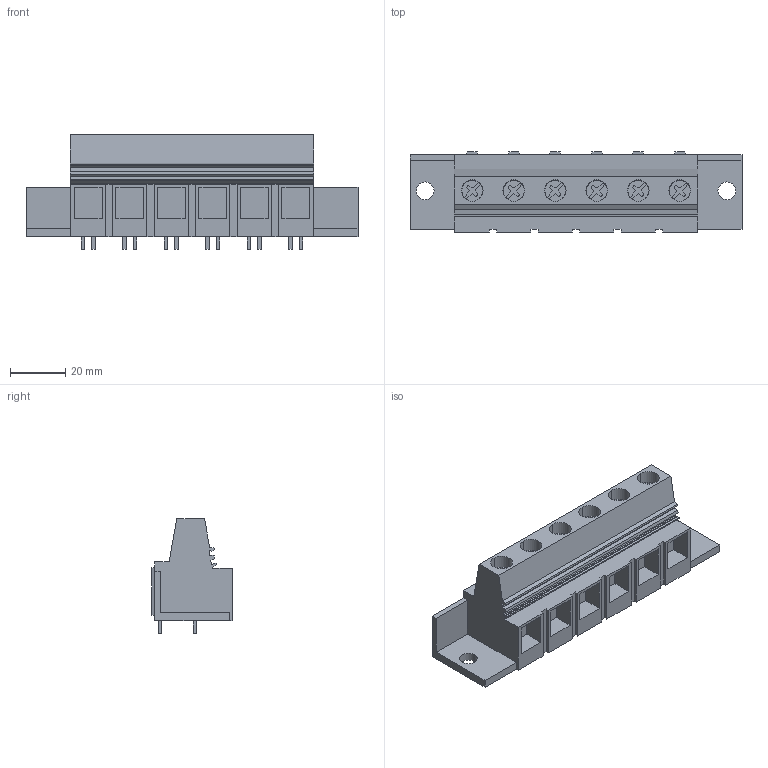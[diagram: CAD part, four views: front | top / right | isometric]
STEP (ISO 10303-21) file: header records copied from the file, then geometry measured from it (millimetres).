
FILE_DESCRIPTION(('CATIA V5 STEP Exchange','CAx-IF Rec.Pracs.--- Model Styling and Organization---1.2---2011-12-15'),'2;1');
FILE_NAME ('D1449869_0_1226560000_1226560000.stp','2018-04-13T09:11:09+00:00',('none'),('Weidmueller'),'CATIA Version 5-6 Release 2014','CATIA V5 STEP AP214','none');
FILE_SCHEMA(('AUTOMOTIVE_DESIGN { 1 0 10303 214 1 1 1 1 }'));
Length unit declared in the file: millimetre
Products named in the file (1): 1226560000
Bounding box: 120 x 29.06 x 41.45 mm (x, y, z)
Volume: 60829.6 mm3; surface area: 23958.8 mm2
Topology: 19 solids, 19 shells, 561 faces, 1507 edges, 1008 vertices
Faces by surface type: plane 469, cylinder 80, extrusion 12
Entity records: 17000 total; most frequent: CARTESIAN_POINT 3745, ORIENTED_EDGE 3014, DIRECTION 2183, EDGE_CURVE 1507, VECTOR 1311, LINE 1299, VERTEX_POINT 1008, EDGE_LOOP 589
